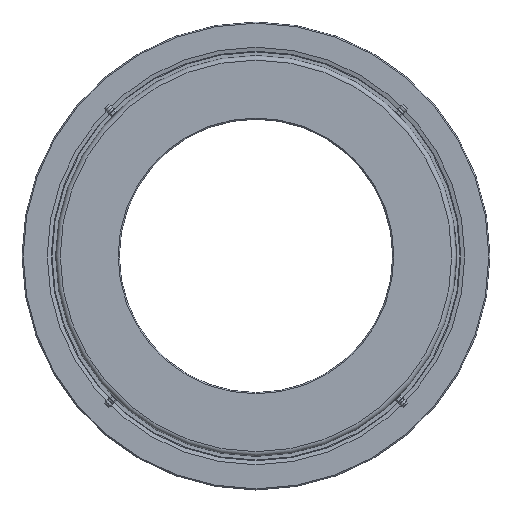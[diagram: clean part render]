
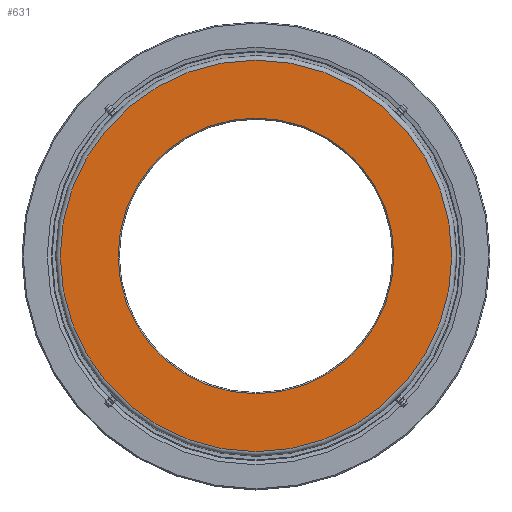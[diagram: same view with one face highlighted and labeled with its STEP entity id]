
A CAD part, top view. The second image highlights one B-rep face of the part: STEP entity #631.
In plain terms, the highlighted planar face has unit normal (0, 0, 1).
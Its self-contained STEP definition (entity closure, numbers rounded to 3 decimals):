
#631=ADVANCED_FACE('',(#875,#876),#762,.F.);
#762=PLANE('',#2759);
#875=FACE_BOUND('',#1117,.T.);
#876=FACE_BOUND('',#1118,.T.);
#1117=EDGE_LOOP('',(#1577));
#1118=EDGE_LOOP('',(#1578));
#1577=ORIENTED_EDGE('',*,*,#2285,.T.);
#1578=ORIENTED_EDGE('',*,*,#2286,.F.);
#2013=VERTEX_POINT('',#4168);
#2014=VERTEX_POINT('',#4170);
#2285=EDGE_CURVE('',#2013,#2013,#2523,.T.);
#2286=EDGE_CURVE('',#2014,#2014,#2524,.T.);
#2523=CIRCLE('',#2757,119.);
#2524=CIRCLE('',#2758,169.);
#2757=AXIS2_PLACEMENT_3D('',#4167,#3279,#3280);
#2758=AXIS2_PLACEMENT_3D('',#4169,#3281,#3282);
#2759=AXIS2_PLACEMENT_3D('',#4171,#3283,#3284);
#3279=DIRECTION('',(0.,0.,-1.));
#3280=DIRECTION('',(-1.,0.,0.));
#3281=DIRECTION('',(0.,0.,-1.));
#3282=DIRECTION('',(-1.,0.,0.));
#3283=DIRECTION('',(0.,0.,-1.));
#3284=DIRECTION('',(-1.,0.,0.));
#4167=CARTESIAN_POINT('',(0.,0.,21.));
#4168=CARTESIAN_POINT('',(-119.,0.,21.));
#4169=CARTESIAN_POINT('',(0.,0.,21.));
#4170=CARTESIAN_POINT('',(-169.,0.,21.));
#4171=CARTESIAN_POINT('',(-118.,0.,21.));
